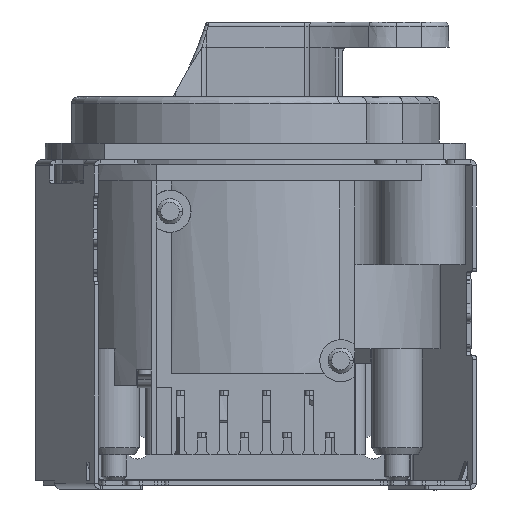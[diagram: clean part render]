
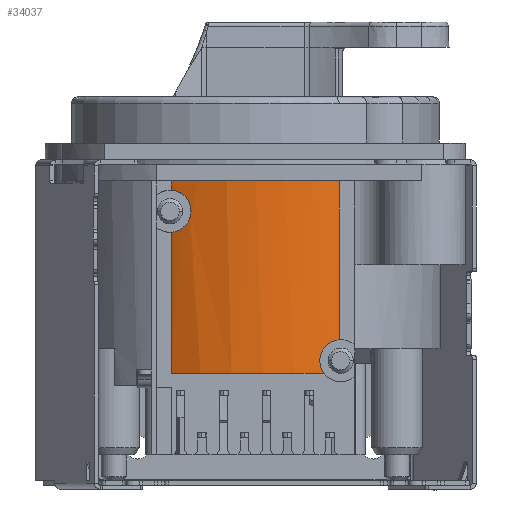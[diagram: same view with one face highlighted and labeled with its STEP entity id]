
A CAD part, front view. The second image highlights one B-rep face of the part: STEP entity #34037.
In plain terms, the highlighted cylindrical face has radius 11 mm (diameter 22 mm), a partial arc.
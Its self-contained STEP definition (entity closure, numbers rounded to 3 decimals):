
#4637=CARTESIAN_POINT('',(0.,0.,-4.7));
#4638=DIRECTION('',(0.,0.,1.));
#4639=DIRECTION('',(-0.455,-0.891,0.));
#4640=AXIS2_PLACEMENT_3D('',#4637,#4638,#4639);
#4816=DIRECTION('',(0.,0.,1.));
#4817=VECTOR('',#4816,9.453);
#4818=CARTESIAN_POINT('',(5.,-9.798,-14.153));
#4819=LINE('',#4818,#4817);
#4820=CARTESIAN_POINT('',(5.,-9.798,-14.153));
#4821=CARTESIAN_POINT('',(4.897,-9.85,
-14.159));
#4822=CARTESIAN_POINT('',(4.698,-9.948,
-14.197));
#4823=CARTESIAN_POINT('',(4.413,-10.077,
-14.327));
#4824=CARTESIAN_POINT('',(4.171,-10.179,
-14.524));
#4825=CARTESIAN_POINT('',(3.991,-10.251,
-14.763));
#4826=CARTESIAN_POINT('',(3.875,-10.295,
-15.027));
#4827=CARTESIAN_POINT('',(3.819,-10.316,
-15.328));
#4828=CARTESIAN_POINT('',(3.84,-10.308,
-15.634));
#4829=CARTESIAN_POINT('',(3.93,-10.274,
-15.916));
#4830=CARTESIAN_POINT('',(4.026,-10.237,
-16.079));
#4831=CARTESIAN_POINT('',(4.084,-10.214,-16.155));
#4833=DIRECTION('',(0.,0.,1.));
#4834=VECTOR('',#4833,8.398);
#4835=CARTESIAN_POINT('',(-5.,-9.798,-16.155));
#4836=LINE('',#4835,#4834);
#4837=CARTESIAN_POINT('',(-5.,-9.798,-7.757));
#4838=CARTESIAN_POINT('',(-4.893,-9.853,
-7.751));
#4839=CARTESIAN_POINT('',(-4.686,-9.954,
-7.711));
#4840=CARTESIAN_POINT('',(-4.391,-10.087,
-7.57));
#4841=CARTESIAN_POINT('',(-4.145,-10.19,
-7.36));
#4842=CARTESIAN_POINT('',(-3.968,-10.26,
-7.106));
#4843=CARTESIAN_POINT('',(-3.858,-10.301,
-6.827));
#4844=CARTESIAN_POINT('',(-3.816,-10.317,
-6.511));
#4845=CARTESIAN_POINT('',(-3.858,-10.302,
-6.194));
#4846=CARTESIAN_POINT('',(-3.969,-10.26,
-5.912));
#4847=CARTESIAN_POINT('',(-4.145,-10.19,
-5.661));
#4848=CARTESIAN_POINT('',(-4.39,-10.088,
-5.451));
#4849=CARTESIAN_POINT('',(-4.686,-9.954,
-5.309));
#4850=CARTESIAN_POINT('',(-4.893,-9.853,
-5.269));
#4851=CARTESIAN_POINT('',(-5.,-9.798,-5.263));
#4853=DIRECTION('',(0.,0.,1.));
#4854=VECTOR('',#4853,0.563);
#4855=CARTESIAN_POINT('',(-5.,-9.798,-5.263));
#4856=LINE('',#4855,#4854);
#4861=CARTESIAN_POINT('',(0.,0.,-16.155));
#4862=DIRECTION('',(0.,0.,1.));
#4863=DIRECTION('',(-0.455,-0.891,0.));
#4864=AXIS2_PLACEMENT_3D('',#4861,#4862,#4863);
#23278=CARTESIAN_POINT('',(-5.,-9.798,-4.7));
#23279=CARTESIAN_POINT('',(5.,-9.798,-4.7));
#23280=VERTEX_POINT('',#23278);
#23281=VERTEX_POINT('',#23279);
#23287=CARTESIAN_POINT('',(-5.,-9.798,-16.155));
#23289=VERTEX_POINT('',#23287);
#23314=CARTESIAN_POINT('',(4.084,-10.214,-16.155));
#23315=VERTEX_POINT('',#23314);
#23316=CARTESIAN_POINT('',(-5.,-9.798,-7.757));
#23317=VERTEX_POINT('',#23316);
#23318=VERTEX_POINT('',#4820);
#23319=VERTEX_POINT('',#4851);
#34019=CARTESIAN_POINT('',(0.,0.,-16.155));
#34020=DIRECTION('',(0.,0.,-1.));
#34021=DIRECTION('',(1.,0.,0.));
#34022=AXIS2_PLACEMENT_3D('',#34019,#34020,#34021);
#34023=CYLINDRICAL_SURFACE('',#34022,11.);
#34024=ORIENTED_EDGE('',*,*,#33612,.T.);
#34026=ORIENTED_EDGE('',*,*,#34025,.F.);
#34028=ORIENTED_EDGE('',*,*,#34027,.T.);
#34030=ORIENTED_EDGE('',*,*,#34029,.T.);
#34032=ORIENTED_EDGE('',*,*,#34031,.T.);
#34033=ORIENTED_EDGE('',*,*,#33875,.T.);
#34034=ORIENTED_EDGE('',*,*,#34013,.F.);
#34035=EDGE_LOOP('',(#34024,#34026,#34028,#34030,#34032,#34033,#34034));
#34036=FACE_OUTER_BOUND('',#34035,.F.);
#34037=ADVANCED_FACE('',(#34036),#34023,.T.);
#4641=CIRCLE('',#4640,11.);
#4832=B_SPLINE_CURVE_WITH_KNOTS('',3,(#4820,#4821,#4822,#4823,#4824,#4825,#4826,
#4827,#4828,#4829,#4830,#4831),.UNSPECIFIED.,.F.,.F.,(4,1,1,1,1,1,1,1,1,4),
(0.,0.111,0.222,0.333,0.444,
0.556,0.667,0.778,0.889,1.),
.UNSPECIFIED.);
#4852=B_SPLINE_CURVE_WITH_KNOTS('',3,(#4837,#4838,#4839,#4840,#4841,#4842,#4843,
#4844,#4845,#4846,#4847,#4848,#4849,#4850,#4851),.UNSPECIFIED.,.F.,.F.,(4,1,1,1,
1,1,1,1,1,1,1,1,4),(0.,0.083,0.167,0.25,
0.333,0.417,0.5,0.583,0.667,
0.75,0.833,0.917,1.),.UNSPECIFIED.);
#4865=CIRCLE('',#4864,11.);
#33612=EDGE_CURVE('',#23318,#23315,#4832,.T.);
#33875=EDGE_CURVE('',#23280,#23281,#4641,.T.);
#34013=EDGE_CURVE('',#23318,#23281,#4819,.T.);
#34025=EDGE_CURVE('',#23289,#23315,#4865,.T.);
#34027=EDGE_CURVE('',#23289,#23317,#4836,.T.);
#34029=EDGE_CURVE('',#23317,#23319,#4852,.T.);
#34031=EDGE_CURVE('',#23319,#23280,#4856,.T.);
